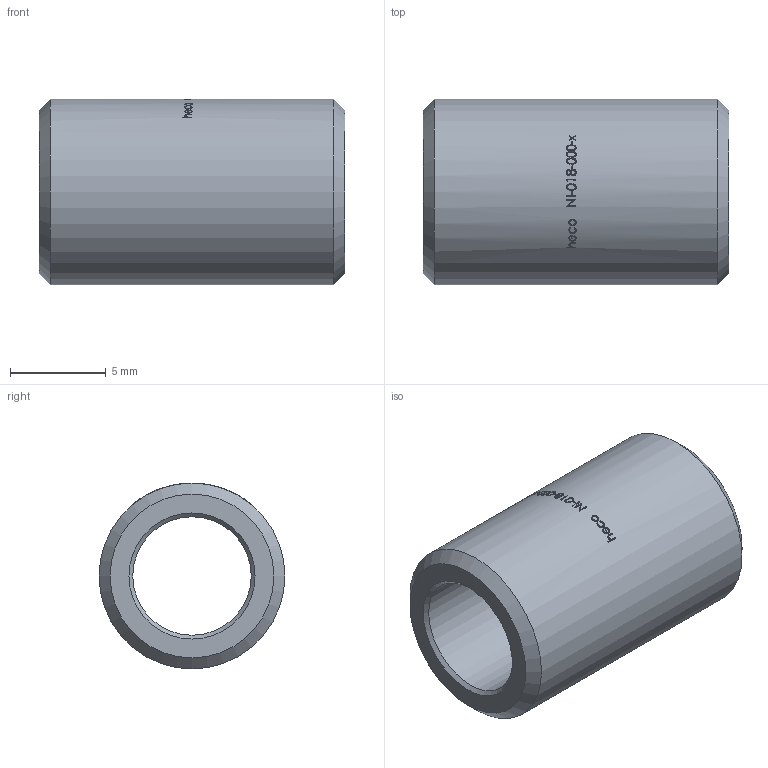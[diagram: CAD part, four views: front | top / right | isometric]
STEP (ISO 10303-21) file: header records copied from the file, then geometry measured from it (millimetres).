
FILE_DESCRIPTION (( 'STEP AP214' ), '1' );
FILE_NAME ('NI-018-000-x Rohrnippel heco 1805.STEP', '2019-11-11T08:25:31', ( '' ), ( '' ), 'SwSTEP 2.0', 'SolidWorks 2016', '' );
FILE_SCHEMA (( 'AUTOMOTIVE_DESIGN' ));
Length unit declared in the file: millimetre
Products named in the file (1): NI-018-000-x Rohrnippel heco 1805
Bounding box: 16 x 9.73 x 9.73 mm (x, y, z)
Volume: 695.9 mm3; surface area: 864 mm2
Topology: 1 solids, 1 shells, 177 faces, 453 edges, 301 vertices
Faces by surface type: bspline 102, plane 45, cylinder 26, cone 4
Full cylindrical faces by diameter (mm): 6.2 x1, 9.73 x1
Entity records: 10234 total; most frequent: CARTESIAN_POINT 5025, ORIENTED_EDGE 886, EDGE_CURVE 443, DIRECTION 334, B_SPLINE_CURVE_WITH_KNOTS 317, VERTEX_POINT 298, EDGE_LOOP 209, FACE_OUTER_BOUND 179
